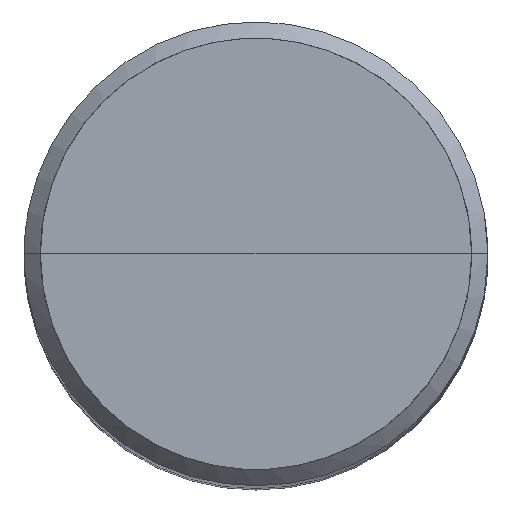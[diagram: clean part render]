
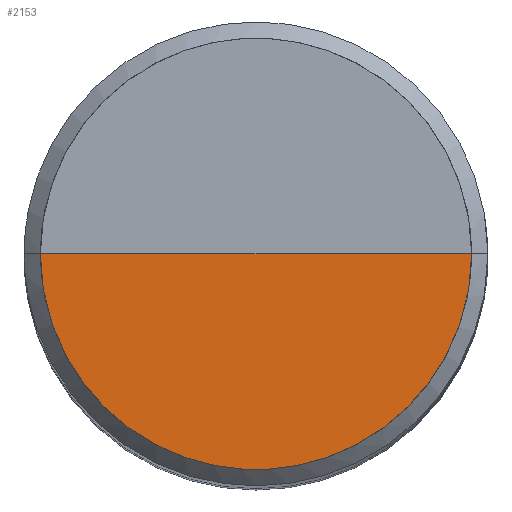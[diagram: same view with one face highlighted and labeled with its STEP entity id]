
A CAD part, top view. The second image highlights one B-rep face of the part: STEP entity #2153.
In plain terms, the highlighted free-form (B-spline) face has degree [1, 2] with [2, 5] control points.
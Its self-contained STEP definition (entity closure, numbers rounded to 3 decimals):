
#1883=CARTESIAN_POINT('',(9.3,0.0,65.0));
#1887=CARTESIAN_POINT('',(-9.3,0.0,65.0));
#1888=CARTESIAN_POINT('',(0.0,0.0,65.0));
#1892=CARTESIAN_POINT('',(-9.3,-9.3,65.0));
#1893=CARTESIAN_POINT('',(0.0,-9.3,65.0));
#1894=CARTESIAN_POINT('',(9.3,-9.3,65.0));
#2138=(
BOUNDED_SURFACE()
B_SPLINE_SURFACE(1,2,(
(#1887,#1892,#1893,#1894,#1883),
(#1888,#1888,#1888,#1888,#1888)
), .UNSPECIFIED.,.F.,.F.,.F.)
B_SPLINE_SURFACE_WITH_KNOTS((2,2),(3,2,3),(
0.0,1.0),(
0.0,0.5,1.0), .UNSPECIFIED.)
GEOMETRIC_REPRESENTATION_ITEM()
RATIONAL_B_SPLINE_SURFACE(((1.0,0.707,1.0,0.707,1.0),
(1.0,0.707,1.0,0.707,1.0)
))
REPRESENTATION_ITEM('')
SURFACE()
);
#2139=(
BOUNDED_CURVE()
B_SPLINE_CURVE(1,(#1888,#1883),.UNSPECIFIED.,.F.,.F.)
B_SPLINE_CURVE_WITH_KNOTS((2,2),
(0.0,1.0),.UNSPECIFIED.)
CURVE()
GEOMETRIC_REPRESENTATION_ITEM()
RATIONAL_B_SPLINE_CURVE((1.0,1.0))
REPRESENTATION_ITEM('')
);
#2140=(
BOUNDED_CURVE()
B_SPLINE_CURVE(2,(#1883,#1894,#1893,#1892,#1887),.UNSPECIFIED.,.F.,.F.)
B_SPLINE_CURVE_WITH_KNOTS((3,2,3),
(0.0,0.5,1.0),.UNSPECIFIED.)
CURVE()
GEOMETRIC_REPRESENTATION_ITEM()
RATIONAL_B_SPLINE_CURVE((1.0,0.707,1.0,0.707,1.0))
REPRESENTATION_ITEM('')
);
#2141=(
BOUNDED_CURVE()
B_SPLINE_CURVE(1,(#1887,#1888),.UNSPECIFIED.,.F.,.F.)
B_SPLINE_CURVE_WITH_KNOTS((2,2),
(0.0,1.0),.UNSPECIFIED.)
CURVE()
GEOMETRIC_REPRESENTATION_ITEM()
RATIONAL_B_SPLINE_CURVE((1.0,1.0))
REPRESENTATION_ITEM('')
);
#2142=VERTEX_POINT('',#1883);
#2143=VERTEX_POINT('',#1887);
#2144=VERTEX_POINT('',#1888);
#2145=EDGE_CURVE('',#2144,#2142,#2139,.T.);
#2146=EDGE_CURVE('',#2142,#2143,#2140,.T.);
#2147=EDGE_CURVE('',#2143,#2144,#2141,.T.);
#2148=ORIENTED_EDGE('',*,*,#2145,.T.);
#2149=ORIENTED_EDGE('',*,*,#2146,.T.);
#2150=ORIENTED_EDGE('',*,*,#2147,.T.);
#2151=EDGE_LOOP('',(#2148,#2149,#2150));
#2152=FACE_OUTER_BOUND('',#2151,.T.);
#2153=ADVANCED_FACE('',(#2152),#2138,.T.);
